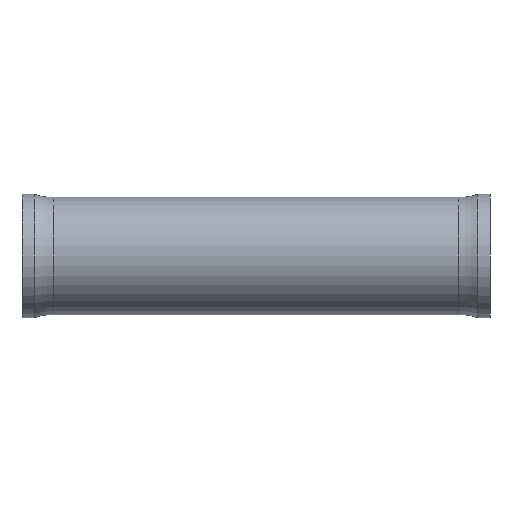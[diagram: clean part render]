
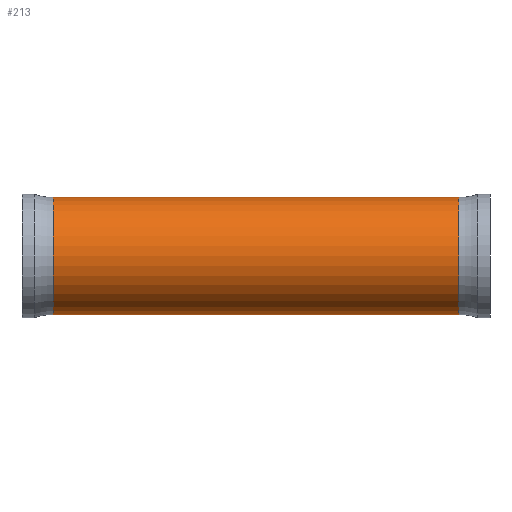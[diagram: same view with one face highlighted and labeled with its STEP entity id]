
A CAD part, left-side view. The second image highlights one B-rep face of the part: STEP entity #213.
In plain terms, the highlighted cylindrical face has radius 23.812 mm (diameter 47.625 mm), a partial arc.
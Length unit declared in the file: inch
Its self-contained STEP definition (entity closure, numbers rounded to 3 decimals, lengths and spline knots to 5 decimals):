
#11 = CARTESIAN_POINT ( 'NONE',  ( 0., 6.98192, 0. ) ) ;
#12 = EDGE_CURVE ( 'NONE', #495, #120, #244, .T. ) ;
#13 = DIRECTION ( 'NONE',  ( 0., 1., 0. ) ) ;
#16 = ORIENTED_EDGE ( 'NONE', *, *, #12, .F. ) ;
#20 = DIRECTION ( 'NONE',  ( 0., 0., 1. ) ) ;
#37 = EDGE_LOOP ( 'NONE', ( #16, #150, #494, #217 ) ) ;
#87 = CARTESIAN_POINT ( 'NONE',  ( 0., 0.49839, 0.9375 ) ) ;
#118 = CARTESIAN_POINT ( 'NONE',  ( 0., 6.98192, -0.9375 ) ) ;
#120 = VERTEX_POINT ( 'NONE', #118 ) ;
#150 = ORIENTED_EDGE ( 'NONE', *, *, #246, .T. ) ;
#169 = DIRECTION ( 'NONE',  ( 0., 1., 0. ) ) ;
#190 = CIRCLE ( 'NONE', #604, 0.9375 ) ;
#193 = FACE_OUTER_BOUND ( 'NONE', #37, .T. ) ;
#213 = ADVANCED_FACE ( 'NONE', ( #193 ), #221, .T. ) ;
#217 = ORIENTED_EDGE ( 'NONE', *, *, #592, .F. ) ;
#221 = CYLINDRICAL_SURFACE ( 'NONE', #368, 0.9375 ) ;
#228 = CIRCLE ( 'NONE', #392, 0.9375 ) ;
#233 = VECTOR ( 'NONE', #406, 39.37008 ) ;
#244 = LINE ( 'NONE', #422, #233 ) ;
#246 = EDGE_CURVE ( 'NONE', #495, #280, #228, .T. ) ;
#252 = CARTESIAN_POINT ( 'NONE',  ( 0., 5.49933, 0. ) ) ;
#280 = VERTEX_POINT ( 'NONE', #87 ) ;
#368 = AXIS2_PLACEMENT_3D ( 'NONE', #252, #169, #429 ) ;
#390 = LINE ( 'NONE', #457, #394 ) ;
#392 = AXIS2_PLACEMENT_3D ( 'NONE', #413, #419, #395 ) ;
#394 = VECTOR ( 'NONE', #452, 39.37008 ) ;
#395 = DIRECTION ( 'NONE',  ( 0., 0., 1. ) ) ;
#406 = DIRECTION ( 'NONE',  ( 0., 1., 0. ) ) ;
#413 = CARTESIAN_POINT ( 'NONE',  ( 0., 0.49839, 0. ) ) ;
#418 = CARTESIAN_POINT ( 'NONE',  ( 0., 6.98192, 0.9375 ) ) ;
#419 = DIRECTION ( 'NONE',  ( 0., 1., 0. ) ) ;
#422 = CARTESIAN_POINT ( 'NONE',  ( 0., 5.49933, -0.9375 ) ) ;
#429 = DIRECTION ( 'NONE',  ( 0., 0., 1. ) ) ;
#449 = EDGE_CURVE ( 'NONE', #280, #515, #390, .T. ) ;
#452 = DIRECTION ( 'NONE',  ( 0., 1., 0. ) ) ;
#457 = CARTESIAN_POINT ( 'NONE',  ( 0., 5.49933, 0.9375 ) ) ;
#489 = CARTESIAN_POINT ( 'NONE',  ( 0., 0.49839, -0.9375 ) ) ;
#494 = ORIENTED_EDGE ( 'NONE', *, *, #449, .T. ) ;
#495 = VERTEX_POINT ( 'NONE', #489 ) ;
#515 = VERTEX_POINT ( 'NONE', #418 ) ;
#592 = EDGE_CURVE ( 'NONE', #120, #515, #190, .T. ) ;
#604 = AXIS2_PLACEMENT_3D ( 'NONE', #11, #13, #20 ) ;
